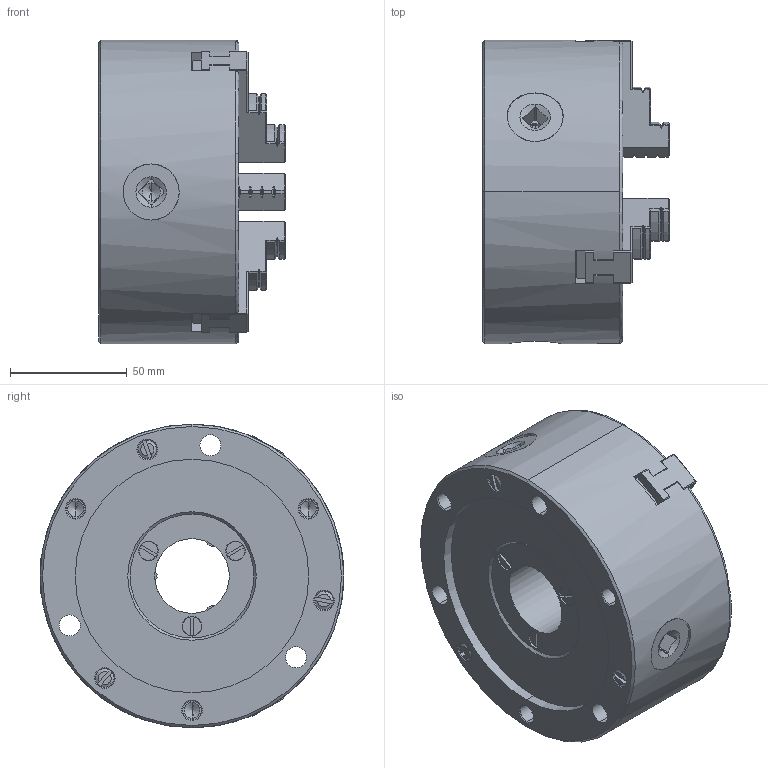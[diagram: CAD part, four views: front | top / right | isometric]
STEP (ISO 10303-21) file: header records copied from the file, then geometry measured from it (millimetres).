
FILE_DESCRIPTION (( 'STEP AP214' ), '1' );
FILE_NAME ('SC-5-107.STEP', '2015-07-01T12:02:12', ( '' ), ( '' ), 'SwSTEP 2.0', 'SolidWorks 2014', '' );
FILE_SCHEMA (( 'AUTOMOTIVE_DESIGN' ));
Length unit declared in the file: millimetre
Products named in the file (1): SC-5-107
Bounding box: 80 x 130 x 130 mm (x, y, z)
Volume: 714159.6 mm3; surface area: 80387.7 mm2
Topology: 1 solids, 4 shells, 532 faces, 1425 edges, 895 vertices
Faces by surface type: plane 268, cylinder 116, cone 108, torus 38, sphere 2
Entity records: 17447 total; most frequent: CARTESIAN_POINT 4289, ORIENTED_EDGE 2826, DIRECTION 2663, EDGE_CURVE 1413, AXIS2_PLACEMENT_3D 963, VERTEX_POINT 895, LINE 737, VECTOR 737
